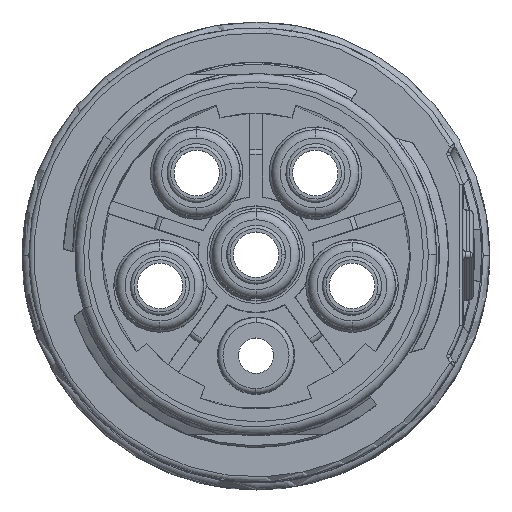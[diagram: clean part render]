
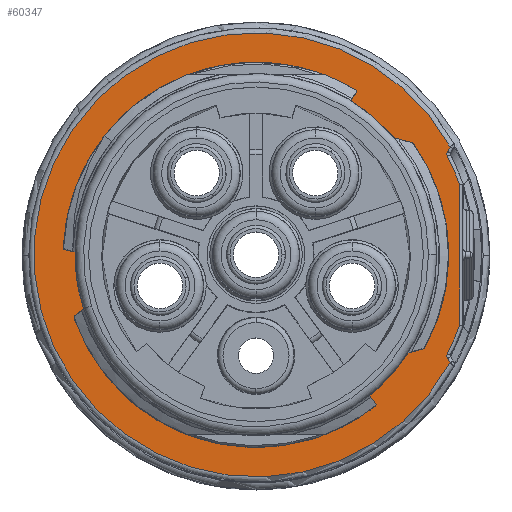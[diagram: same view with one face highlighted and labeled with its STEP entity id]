
A CAD part, top view. The second image highlights one B-rep face of the part: STEP entity #60347.
In plain terms, the highlighted planar face has unit normal (0, 0, 1).
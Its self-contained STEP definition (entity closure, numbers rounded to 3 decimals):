
#425=CARTESIAN_POINT('',(11.539,6.411,32.8));
#439=CARTESIAN_POINT('',(0.,0.,32.8));
#440=DIRECTION('',(0.,0.,1.));
#441=DIRECTION('',(0.874,0.486,0.));
#442=AXIS2_PLACEMENT_3D('',#439,#440,#441);
#1008=CARTESIAN_POINT('',(0.,0.,32.8));
#1009=DIRECTION('',(0.,0.,1.));
#1010=DIRECTION('',(0.889,-0.458,0.));
#1011=AXIS2_PLACEMENT_3D('',#1008,#1009,#1010);
#1013=CARTESIAN_POINT('',(11.647,-5.997,32.8));
#1014=DIRECTION('',(0.,0.,-1.));
#1015=DIRECTION('',(-0.866,-0.5,0.));
#1016=AXIS2_PLACEMENT_3D('',#1013,#1014,#1015);
#1018=DIRECTION('',(-0.5,0.866,0.));
#1019=VECTOR('',#1018,0.304);
#1020=CARTESIAN_POINT('',(11.539,-6.411,32.8));
#1021=LINE('',#1020,#1019);
#1022=DIRECTION('',(0.5,0.866,0.));
#1023=VECTOR('',#1022,0.304);
#1024=CARTESIAN_POINT('',(11.387,6.147,32.8));
#1025=LINE('',#1024,#1023);
#1026=CARTESIAN_POINT('',(11.647,5.997,32.8));
#1027=DIRECTION('',(0.,0.,-1.));
#1028=DIRECTION('',(-0.889,-0.458,0.));
#1029=AXIS2_PLACEMENT_3D('',#1026,#1027,#1028);
#1031=CARTESIAN_POINT('',(0.,0.,32.8));
#1032=DIRECTION('',(0.,0.,1.));
#1033=DIRECTION('',(0.945,0.326,0.));
#1034=AXIS2_PLACEMENT_3D('',#1031,#1032,#1033);
#1036=DIRECTION('',(0.,1.,0.));
#1037=VECTOR('',#1036,8.35);
#1038=CARTESIAN_POINT('',(12.1,-4.175,32.8));
#1039=LINE('',#1038,#1037);
#1040=CARTESIAN_POINT('',(0.,0.,32.8));
#1041=DIRECTION('',(0.,0.,-1.));
#1042=DIRECTION('',(-0.085,0.996,0.));
#1043=AXIS2_PLACEMENT_3D('',#1040,#1041,#1042);
#1045=CARTESIAN_POINT('',(-0.96,11.309,32.8));
#1046=DIRECTION('',(0.,0.,1.));
#1047=DIRECTION('',(-0.085,0.996,0.));
#1048=AXIS2_PLACEMENT_3D('',#1045,#1046,#1047);
#1050=DIRECTION('',(-0.093,0.996,0.));
#1051=VECTOR('',#1050,0.6);
#1052=CARTESIAN_POINT('',(-1.004,10.703,32.8));
#1053=LINE('',#1052,#1051);
#1054=CARTESIAN_POINT('',(0.,0.,32.8));
#1055=DIRECTION('',(0.,0.,-1.));
#1056=DIRECTION('',(-0.954,-0.299,0.));
#1057=AXIS2_PLACEMENT_3D('',#1054,#1055,#1056);
#1059=DIRECTION('',(0.766,0.643,0.));
#1060=VECTOR('',#1059,0.616);
#1061=CARTESIAN_POINT('',(-10.729,-3.613,32.8));
#1062=LINE('',#1061,#1060);
#1063=CARTESIAN_POINT('',(-10.601,-3.767,32.8));
#1064=DIRECTION('',(0.,0.,-1.));
#1065=DIRECTION('',(-0.942,-0.335,0.));
#1066=AXIS2_PLACEMENT_3D('',#1063,#1064,#1065);
#1068=CARTESIAN_POINT('',(0.,0.,32.8));
#1069=DIRECTION('',(0.,0.,-1.));
#1070=DIRECTION('',(-0.65,-0.76,0.));
#1071=AXIS2_PLACEMENT_3D('',#1068,#1069,#1070);
#1073=CARTESIAN_POINT('',(-7.313,-8.549,32.8));
#1074=DIRECTION('',(0.,0.,-1.));
#1075=DIRECTION('',(-0.174,-0.985,0.));
#1076=AXIS2_PLACEMENT_3D('',#1073,#1074,#1075);
#1078=DIRECTION('',(-0.985,0.174,0.));
#1079=VECTOR('',#1078,1.502);
#1080=CARTESIAN_POINT('',(-5.868,-9.007,32.8));
#1081=LINE('',#1080,#1079);
#1082=CARTESIAN_POINT('',(0.,0.,32.8));
#1083=DIRECTION('',(0.,0.,-1.));
#1084=DIRECTION('',(0.522,0.853,0.));
#1085=AXIS2_PLACEMENT_3D('',#1082,#1083,#1084);
#1087=DIRECTION('',(-0.609,-0.793,0.));
#1088=VECTOR('',#1087,0.481);
#1089=CARTESIAN_POINT('',(5.901,9.553,32.8));
#1090=LINE('',#1089,#1088);
#1091=CARTESIAN_POINT('',(5.742,9.674,32.8));
#1092=DIRECTION('',(0.,0.,-1.));
#1093=DIRECTION('',(0.51,0.86,0.));
#1094=AXIS2_PLACEMENT_3D('',#1091,#1092,#1093);
#53578=CARTESIAN_POINT('',(-0.968,11.409,32.8));
#53579=CARTESIAN_POINT('',(5.844,9.846,32.8));
#53580=VERTEX_POINT('',#53578);
#53581=VERTEX_POINT('',#53579);
#53582=CARTESIAN_POINT('',(-7.443,-8.701,32.8));
#53583=CARTESIAN_POINT('',(-10.789,-3.833,32.8));
#53584=VERTEX_POINT('',#53582);
#53585=VERTEX_POINT('',#53583);
#53586=CARTESIAN_POINT('',(-1.004,10.703,32.8));
#53587=CARTESIAN_POINT('',(-1.06,11.3,32.8));
#53588=VERTEX_POINT('',#53586);
#53589=VERTEX_POINT('',#53587);
#53590=CARTESIAN_POINT('',(-10.257,-3.217,32.8));
#53591=VERTEX_POINT('',#53590);
#53592=CARTESIAN_POINT('',(5.608,9.171,32.8));
#53593=CARTESIAN_POINT('',(-5.868,-9.007,32.8));
#53594=VERTEX_POINT('',#53592);
#53595=VERTEX_POINT('',#53593);
#53596=CARTESIAN_POINT('',(-7.347,-8.746,32.8));
#53597=VERTEX_POINT('',#53596);
#53598=CARTESIAN_POINT('',(-10.729,-3.613,32.8));
#53599=VERTEX_POINT('',#53598);
#53600=CARTESIAN_POINT('',(5.901,9.553,32.8));
#53601=VERTEX_POINT('',#53600);
#53632=CARTESIAN_POINT('',(11.38,-5.86,32.8));
#53633=CARTESIAN_POINT('',(12.1,-4.175,32.8));
#53634=VERTEX_POINT('',#53632);
#53635=VERTEX_POINT('',#53633);
#53636=CARTESIAN_POINT('',(11.387,-6.147,32.8));
#53637=VERTEX_POINT('',#53636);
#53640=CARTESIAN_POINT('',(11.539,-6.411,32.8));
#53641=VERTEX_POINT('',#53640);
#53663=VERTEX_POINT('',#425);
#53665=CARTESIAN_POINT('',(11.387,6.147,32.8));
#53666=VERTEX_POINT('',#53665);
#53669=CARTESIAN_POINT('',(11.38,5.86,32.8));
#53670=VERTEX_POINT('',#53669);
#53673=CARTESIAN_POINT('',(12.1,4.175,32.8));
#53674=VERTEX_POINT('',#53673);
#60302=CARTESIAN_POINT('',(0.,0.,32.8));
#60303=DIRECTION('',(0.,0.,1.));
#60304=DIRECTION('',(1.,0.,0.));
#60305=AXIS2_PLACEMENT_3D('',#60302,#60303,#60304);
#60306=PLANE('',#60305);
#60307=ORIENTED_EDGE('',*,*,#60281,.F.);
#60308=ORIENTED_EDGE('',*,*,#60292,.F.);
#60310=ORIENTED_EDGE('',*,*,#60309,.F.);
#60311=ORIENTED_EDGE('',*,*,#59608,.F.);
#60313=ORIENTED_EDGE('',*,*,#60312,.F.);
#60315=ORIENTED_EDGE('',*,*,#60314,.F.);
#60317=ORIENTED_EDGE('',*,*,#60316,.F.);
#60318=ORIENTED_EDGE('',*,*,#60266,.F.);
#60319=EDGE_LOOP('',(#60307,#60308,#60310,#60311,#60313,#60315,#60317,#60318));
#60320=FACE_OUTER_BOUND('',#60319,.F.);
#60322=ORIENTED_EDGE('',*,*,#60321,.F.);
#60324=ORIENTED_EDGE('',*,*,#60323,.T.);
#60326=ORIENTED_EDGE('',*,*,#60325,.F.);
#60328=ORIENTED_EDGE('',*,*,#60327,.F.);
#60330=ORIENTED_EDGE('',*,*,#60329,.F.);
#60332=ORIENTED_EDGE('',*,*,#60331,.F.);
#60334=ORIENTED_EDGE('',*,*,#60333,.F.);
#60336=ORIENTED_EDGE('',*,*,#60335,.F.);
#60338=ORIENTED_EDGE('',*,*,#60337,.F.);
#60340=ORIENTED_EDGE('',*,*,#60339,.F.);
#60342=ORIENTED_EDGE('',*,*,#60341,.F.);
#60344=ORIENTED_EDGE('',*,*,#60343,.F.);
#60345=EDGE_LOOP('',(#60322,#60324,#60326,#60328,#60330,#60332,#60334,#60336,
#60338,#60340,#60342,#60344));
#60346=FACE_BOUND('',#60345,.F.);
#443=CIRCLE('',#442,13.2);
#1012=CIRCLE('',#1011,12.8);
#1017=CIRCLE('',#1016,0.3);
#1030=CIRCLE('',#1029,0.3);
#1035=CIRCLE('',#1034,12.8);
#1044=CIRCLE('',#1043,11.45);
#1049=CIRCLE('',#1048,0.1);
#1058=CIRCLE('',#1057,10.75);
#1067=CIRCLE('',#1066,0.2);
#1072=CIRCLE('',#1071,11.45);
#1077=CIRCLE('',#1076,0.2);
#1086=CIRCLE('',#1085,10.75);
#1095=CIRCLE('',#1094,0.2);
#59608=EDGE_CURVE('',#53663,#53641,#443,.T.);
#60266=EDGE_CURVE('',#53635,#53674,#1039,.T.);
#60281=EDGE_CURVE('',#53634,#53635,#1012,.T.);
#60292=EDGE_CURVE('',#53637,#53634,#1017,.T.);
#60309=EDGE_CURVE('',#53641,#53637,#1021,.T.);
#60312=EDGE_CURVE('',#53666,#53663,#1025,.T.);
#60314=EDGE_CURVE('',#53670,#53666,#1030,.T.);
#60316=EDGE_CURVE('',#53674,#53670,#1035,.T.);
#60321=EDGE_CURVE('',#53580,#53581,#1044,.T.);
#60323=EDGE_CURVE('',#53580,#53589,#1049,.T.);
#60325=EDGE_CURVE('',#53588,#53589,#1053,.T.);
#60327=EDGE_CURVE('',#53591,#53588,#1058,.T.);
#60329=EDGE_CURVE('',#53599,#53591,#1062,.T.);
#60331=EDGE_CURVE('',#53585,#53599,#1067,.T.);
#60333=EDGE_CURVE('',#53584,#53585,#1072,.T.);
#60335=EDGE_CURVE('',#53597,#53584,#1077,.T.);
#60337=EDGE_CURVE('',#53595,#53597,#1081,.T.);
#60339=EDGE_CURVE('',#53594,#53595,#1086,.T.);
#60341=EDGE_CURVE('',#53601,#53594,#1090,.T.);
#60343=EDGE_CURVE('',#53581,#53601,#1095,.T.);
#60347=ADVANCED_FACE('',(#60320,#60346),#60306,.T.);
